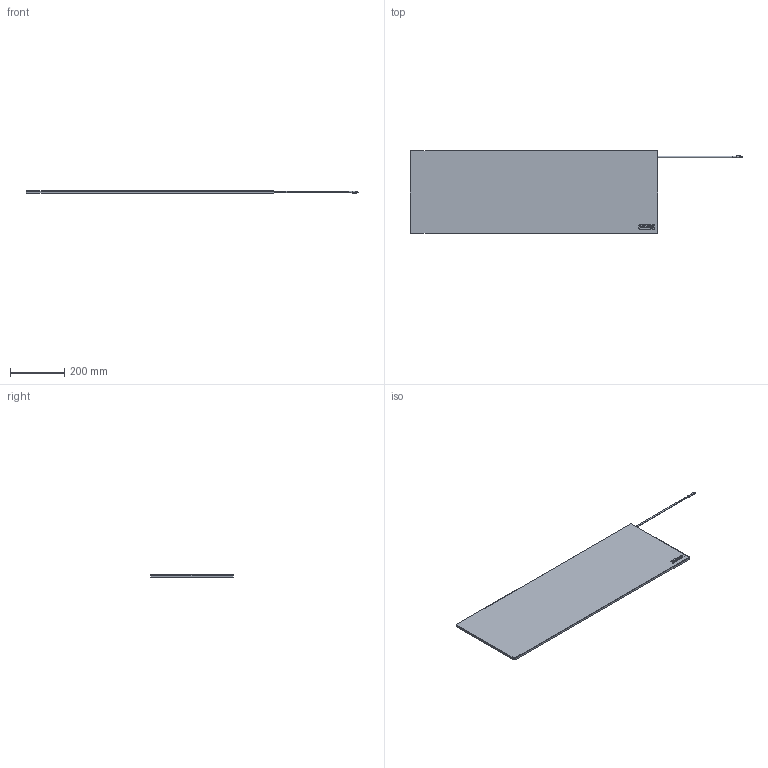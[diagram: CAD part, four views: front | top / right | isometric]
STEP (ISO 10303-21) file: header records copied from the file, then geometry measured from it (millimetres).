
FILE_DESCRIPTION (( 'STEP AP214' ), '1' );
FILE_NAME ('A6590C Antenna 19-3-25.STEP', '2025-03-19T00:10:47', ( '' ), ( '' ), 'SwSTEP 2.0', 'SolidWorks 2019', '' );
FILE_SCHEMA (( 'AUTOMOTIVE_DESIGN' ));
Length unit declared in the file: millimetre
Products named in the file (3): 71759-CM Label, Times-7 Logo for Radomes 7-9-23; A6590C Antenna 19-3-25; A6590C Antenna RevC 26-10-23_With Cable
Assembly tree (2 placements, depth 2):
  A6590C Antenna 19-3-25
    A6590C Antenna RevC 26-10-23_With Cable
    71759-CM Label, Times-7 Logo for Radomes 7-9-23
Bounding box: 1228.2 x 306 x 8.38 mm (x, y, z)
Volume: 2320973.1 mm3; surface area: 587273.7 mm2
Topology: 2 solids, 2 shells, 176 faces, 444 edges, 289 vertices
Faces by surface type: plane 91, cylinder 63, cone 11, bspline 7, torus 4
Entity records: 8521 total; most frequent: CARTESIAN_POINT 2290, ORIENTED_EDGE 888, DIRECTION 854, EDGE_CURVE 444, VERTEX_POINT 289, LINE 288, VECTOR 288, AXIS2_PLACEMENT_3D 283
